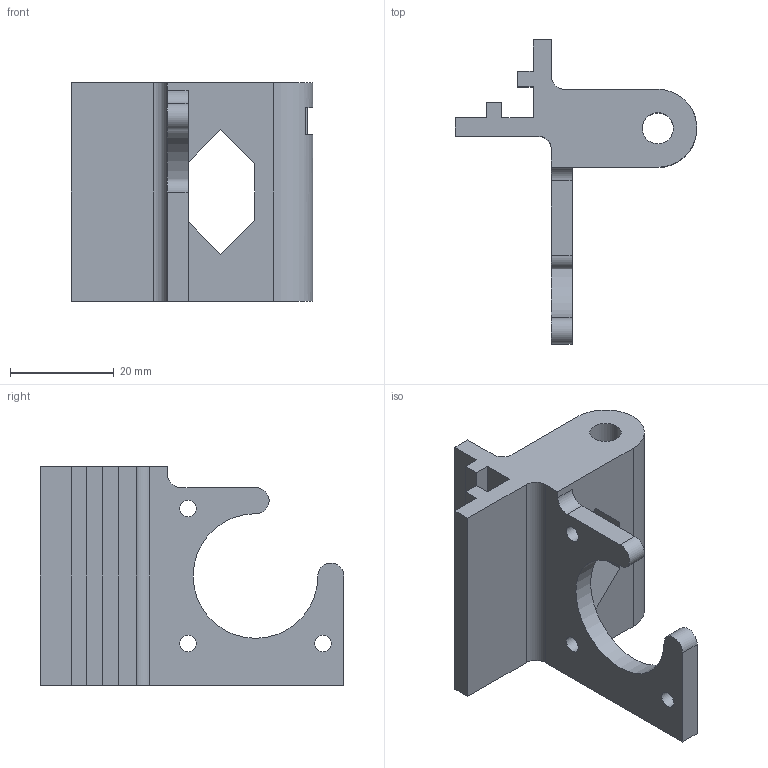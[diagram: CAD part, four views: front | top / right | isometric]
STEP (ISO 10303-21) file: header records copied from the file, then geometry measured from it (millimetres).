
FILE_DESCRIPTION(('FreeCAD Model'),'2;1');
FILE_NAME('mini-motor-holder.step','2020-02-09T17:47:21',( 'Author'),(''),'Open CASCADE STEP processor 7.3','FreeCAD','Unknown' );
FILE_SCHEMA(('AUTOMOTIVE_DESIGN { 1 0 10303 214 1 1 1 1 }'));
Length unit declared in the file: millimetre
Products named in the file (1): Fillet
Bounding box: 46.5 x 58.45 x 42 mm (x, y, z)
Volume: 19250.4 mm3; surface area: 10969.6 mm2
Topology: 1 solids, 1 shells, 54 faces, 147 edges, 99 vertices
Faces by surface type: plane 38, cylinder 16
Full cylindrical faces by diameter (mm): 3.2 x5, 6 x4
Entity records: 4096 total; most frequent: CARTESIAN_POINT 715, DIRECTION 567, LINE 369, VECTOR 369, ORIENTED_EDGE 294, PCURVE 294, DEFINITIONAL_REPRESENTATION 294, EDGE_CURVE 147
